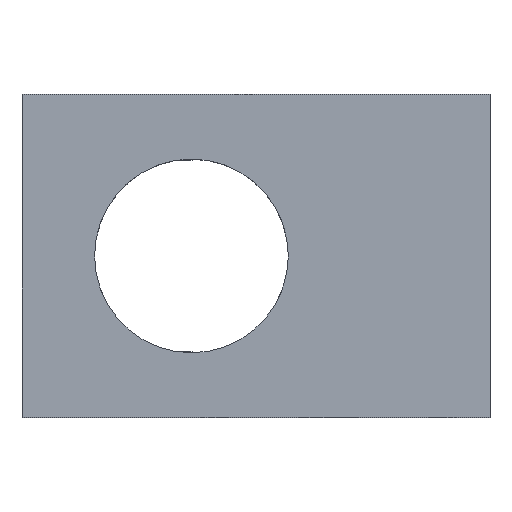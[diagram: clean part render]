
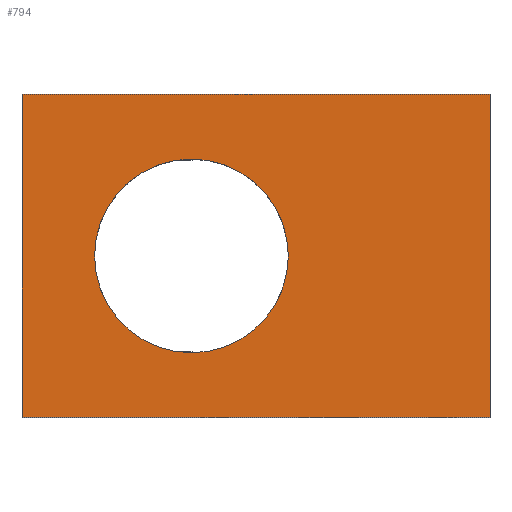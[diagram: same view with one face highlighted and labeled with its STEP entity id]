
A CAD part, top view. The second image highlights one B-rep face of the part: STEP entity #794.
In plain terms, the highlighted planar face has unit normal (0, 0, 1).
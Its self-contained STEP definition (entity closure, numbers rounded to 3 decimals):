
#14=DIRECTION('',(0.,1.,0.));
#15=VECTOR('',#14,31.75);
#16=CARTESIAN_POINT('',(23.012,-15.875,9.525));
#17=LINE('',#16,#15);
#48=DIRECTION('',(-1.,0.,0.));
#49=VECTOR('',#48,46.025);
#50=CARTESIAN_POINT('',(23.012,15.875,9.525));
#51=LINE('',#50,#49);
#86=CARTESIAN_POINT('',(-6.35,0.,9.525));
#87=DIRECTION('',(0.,0.,1.));
#88=DIRECTION('',(-1.,0.,0.));
#89=AXIS2_PLACEMENT_3D('',#86,#87,#88);
#91=CARTESIAN_POINT('',(-6.35,0.,9.525));
#92=DIRECTION('',(0.,0.,1.));
#93=DIRECTION('',(1.,0.,0.));
#94=AXIS2_PLACEMENT_3D('',#91,#92,#93);
#96=DIRECTION('',(1.,0.,0.));
#97=VECTOR('',#96,46.025);
#98=CARTESIAN_POINT('',(-23.012,-15.875,9.525));
#99=LINE('',#98,#97);
#134=DIRECTION('',(0.,-1.,0.));
#135=VECTOR('',#134,31.75);
#136=CARTESIAN_POINT('',(-23.012,15.875,9.525));
#137=LINE('',#136,#135);
#602=CARTESIAN_POINT('',(23.012,-15.875,9.525));
#603=VERTEX_POINT('',#602);
#604=CARTESIAN_POINT('',(23.012,15.875,9.525));
#605=VERTEX_POINT('',#604);
#620=CARTESIAN_POINT('',(-15.875,0.,9.525));
#621=VERTEX_POINT('',#620);
#622=CARTESIAN_POINT('',(3.175,0.,9.525));
#623=VERTEX_POINT('',#622);
#633=CARTESIAN_POINT('',(-23.012,15.875,9.525));
#634=VERTEX_POINT('',#633);
#661=CARTESIAN_POINT('',(-23.012,-15.875,9.525));
#662=VERTEX_POINT('',#661);
#775=CARTESIAN_POINT('',(0.,0.,9.525));
#776=DIRECTION('',(0.,0.,1.));
#777=DIRECTION('',(1.,0.,0.));
#778=AXIS2_PLACEMENT_3D('',#775,#776,#777);
#779=PLANE('',#778);
#780=ORIENTED_EDGE('',*,*,#715,.F.);
#782=ORIENTED_EDGE('',*,*,#781,.F.);
#784=ORIENTED_EDGE('',*,*,#783,.F.);
#785=ORIENTED_EDGE('',*,*,#750,.F.);
#786=EDGE_LOOP('',(#780,#782,#784,#785));
#787=FACE_OUTER_BOUND('',#786,.F.);
#789=ORIENTED_EDGE('',*,*,#788,.T.);
#791=ORIENTED_EDGE('',*,*,#790,.T.);
#792=EDGE_LOOP('',(#789,#791));
#793=FACE_BOUND('',#792,.F.);
#794=ADVANCED_FACE('',(#787,#793),#779,.T.);
#90=CIRCLE('',#89,9.525);
#95=CIRCLE('',#94,9.525);
#715=EDGE_CURVE('',#603,#605,#17,.T.);
#750=EDGE_CURVE('',#605,#634,#51,.T.);
#781=EDGE_CURVE('',#662,#603,#99,.T.);
#783=EDGE_CURVE('',#634,#662,#137,.T.);
#788=EDGE_CURVE('',#621,#623,#90,.T.);
#790=EDGE_CURVE('',#623,#621,#95,.T.);
